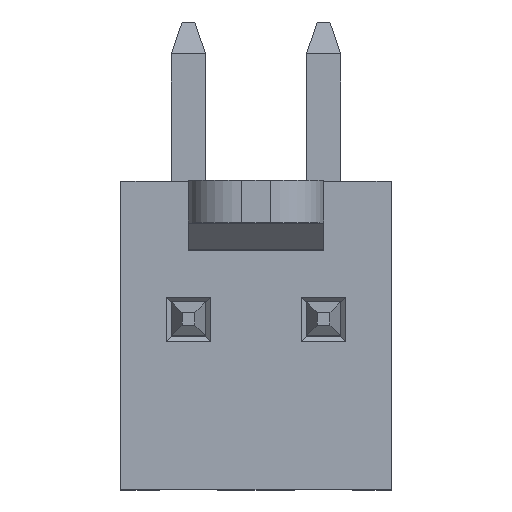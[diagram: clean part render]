
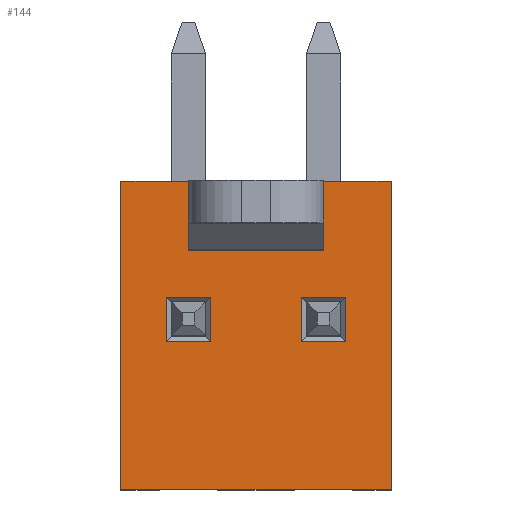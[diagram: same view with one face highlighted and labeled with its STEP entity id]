
A CAD part, top view. The second image highlights one B-rep face of the part: STEP entity #144.
In plain terms, the highlighted planar face has unit normal (0, 0, 1).
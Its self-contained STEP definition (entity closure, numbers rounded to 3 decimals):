
#144=ADVANCED_FACE('',(#370,#371,#372),#373,.T.);
#370=FACE_OUTER_BOUND('',#681,.T.);
#371=FACE_BOUND('',#682,.T.);
#372=FACE_BOUND('',#683,.T.);
#373=PLANE('',#684);
#681=EDGE_LOOP('',(#1037,#1038,#1039,#1040,#1041,#1042,#1043,#1044));
#682=EDGE_LOOP('',(#1045,#1046,#1047,#1048));
#683=EDGE_LOOP('',(#1049,#1050,#1051,#1052));
#684=AXIS2_PLACEMENT_3D('',#1053,#1054,#1055);
#1037=ORIENTED_EDGE('',*,*,#1845,.F.);
#1038=ORIENTED_EDGE('',*,*,#1846,.F.);
#1039=ORIENTED_EDGE('',*,*,#1847,.T.);
#1040=ORIENTED_EDGE('',*,*,#1848,.F.);
#1041=ORIENTED_EDGE('',*,*,#1849,.F.);
#1042=ORIENTED_EDGE('',*,*,#1850,.T.);
#1043=ORIENTED_EDGE('',*,*,#1851,.F.);
#1044=ORIENTED_EDGE('',*,*,#1852,.F.);
#1045=ORIENTED_EDGE('',*,*,#1831,.T.);
#1046=ORIENTED_EDGE('',*,*,#1843,.T.);
#1047=ORIENTED_EDGE('',*,*,#1833,.T.);
#1048=ORIENTED_EDGE('',*,*,#1817,.T.);
#1049=ORIENTED_EDGE('',*,*,#1853,.T.);
#1050=ORIENTED_EDGE('',*,*,#1854,.T.);
#1051=ORIENTED_EDGE('',*,*,#1855,.T.);
#1052=ORIENTED_EDGE('',*,*,#1856,.T.);
#1053=CARTESIAN_POINT('',(2.54,-2.9,-2.45));
#1054=DIRECTION('',(0.0,0.0,1.0));
#1055=DIRECTION('',(1.0,0.0,0.0));
#1817=EDGE_CURVE('',#2161,#2165,#2167,.T.);
#1831=EDGE_CURVE('',#2165,#2185,#2187,.T.);
#1833=EDGE_CURVE('',#2189,#2161,#2190,.T.);
#1843=EDGE_CURVE('',#2185,#2189,#2201,.T.);
#1845=EDGE_CURVE('',#2203,#2204,#2205,.T.);
#1846=EDGE_CURVE('',#2206,#2203,#2207,.T.);
#1847=EDGE_CURVE('',#2206,#2208,#2209,.T.);
#1848=EDGE_CURVE('',#2210,#2208,#2211,.T.);
#1849=EDGE_CURVE('',#2212,#2210,#2213,.T.);
#1850=EDGE_CURVE('',#2212,#2214,#2215,.T.);
#1851=EDGE_CURVE('',#2216,#2214,#2217,.T.);
#1852=EDGE_CURVE('',#2204,#2216,#2218,.T.);
#1853=EDGE_CURVE('',#2219,#2220,#2221,.T.);
#1854=EDGE_CURVE('',#2220,#2222,#2223,.T.);
#1855=EDGE_CURVE('',#2222,#2224,#2225,.T.);
#1856=EDGE_CURVE('',#2224,#2219,#2226,.T.);
#2161=VERTEX_POINT('',#2655);
#2165=VERTEX_POINT('',#2661);
#2167=LINE('',#2664,#2665);
#2185=VERTEX_POINT('',#2691);
#2187=LINE('',#2694,#2695);
#2189=VERTEX_POINT('',#2697);
#2190=LINE('',#2698,#2699);
#2201=LINE('',#2716,#2717);
#2203=VERTEX_POINT('',#2719);
#2204=VERTEX_POINT('',#2720);
#2205=LINE('',#2721,#2722);
#2206=VERTEX_POINT('',#2723);
#2207=LINE('',#2724,#2725);
#2208=VERTEX_POINT('',#2726);
#2209=LINE('',#2727,#2728);
#2210=VERTEX_POINT('',#2729);
#2211=LINE('',#2730,#2731);
#2212=VERTEX_POINT('',#2732);
#2213=LINE('',#2733,#2734);
#2214=VERTEX_POINT('',#2735);
#2215=LINE('',#2736,#2737);
#2216=VERTEX_POINT('',#2738);
#2217=LINE('',#2739,#2740);
#2218=LINE('',#2741,#2742);
#2219=VERTEX_POINT('',#2743);
#2220=VERTEX_POINT('',#2744);
#2221=LINE('',#2745,#2746);
#2222=VERTEX_POINT('',#2747);
#2223=LINE('',#2748,#2749);
#2224=VERTEX_POINT('',#2750);
#2225=LINE('',#2751,#2752);
#2226=LINE('',#2753,#2754);
#2655=CARTESIAN_POINT('',(1.69,0.72,-2.45));
#2661=CARTESIAN_POINT('',(1.69,-0.12,-2.45));
#2664=CARTESIAN_POINT('',(1.69,-2.9,-2.45));
#2665=VECTOR('',#3323,1000.0);
#2691=CARTESIAN_POINT('',(0.85,-0.12,-2.45));
#2694=CARTESIAN_POINT('',(2.54,-0.12,-2.45));
#2695=VECTOR('',#3333,1000.0);
#2697=CARTESIAN_POINT('',(0.85,0.72,-2.45));
#2698=CARTESIAN_POINT('',(2.54,0.72,-2.45));
#2699=VECTOR('',#3334,1000.0);
#2716=CARTESIAN_POINT('',(0.85,-2.9,-2.45));
#2717=VECTOR('',#3341,1000.0);
#2719=CARTESIAN_POINT('',(-2.54,-2.9,-2.45));
#2720=CARTESIAN_POINT('',(-2.54,2.9,-2.45));
#2721=CARTESIAN_POINT('',(-2.54,-2.9,-2.45));
#2722=VECTOR('',#3342,1000.0);
#2723=CARTESIAN_POINT('',(2.54,-2.9,-2.45));
#2724=CARTESIAN_POINT('',(2.54,-2.9,-2.45));
#2725=VECTOR('',#3343,1000.0);
#2726=CARTESIAN_POINT('',(2.54,2.9,-2.45));
#2727=CARTESIAN_POINT('',(2.54,-2.9,-2.45));
#2728=VECTOR('',#3344,1000.0);
#2729=CARTESIAN_POINT('',(1.27,2.9,-2.45));
#2730=CARTESIAN_POINT('',(1.27,2.9,-2.45));
#2731=VECTOR('',#3345,1000.0);
#2732=CARTESIAN_POINT('',(1.27,2.1,-2.45));
#2733=CARTESIAN_POINT('',(1.27,2.1,-2.45));
#2734=VECTOR('',#3346,1000.0);
#2735=CARTESIAN_POINT('',(-1.27,2.1,-2.45));
#2736=CARTESIAN_POINT('',(2.54,2.1,-2.45));
#2737=VECTOR('',#3347,1000.0);
#2738=CARTESIAN_POINT('',(-1.27,2.9,-2.45));
#2739=CARTESIAN_POINT('',(-1.27,2.9,-2.45));
#2740=VECTOR('',#3348,1000.0);
#2741=CARTESIAN_POINT('',(-2.54,2.9,-2.45));
#2742=VECTOR('',#3349,1000.0);
#2743=CARTESIAN_POINT('',(-0.85,-0.12,-2.45));
#2744=CARTESIAN_POINT('',(-1.69,-0.12,-2.45));
#2745=CARTESIAN_POINT('',(2.54,-0.12,-2.45));
#2746=VECTOR('',#3350,1000.0);
#2747=CARTESIAN_POINT('',(-1.69,0.72,-2.45));
#2748=CARTESIAN_POINT('',(-1.69,-2.9,-2.45));
#2749=VECTOR('',#3351,1000.0);
#2750=CARTESIAN_POINT('',(-0.85,0.72,-2.45));
#2751=CARTESIAN_POINT('',(2.54,0.72,-2.45));
#2752=VECTOR('',#3352,1000.0);
#2753=CARTESIAN_POINT('',(-0.85,-2.9,-2.45));
#2754=VECTOR('',#3353,1000.0);
#3323=DIRECTION('',(0.,-1.0,0.0));
#3333=DIRECTION('',(-1.0,0.,0.0));
#3334=DIRECTION('',(1.0,0.,0.0));
#3341=DIRECTION('',(0.,1.0,0.0));
#3342=DIRECTION('',(0.0,1.0,0.0));
#3343=DIRECTION('',(-1.0,0.0,0.0));
#3344=DIRECTION('',(0.0,1.0,0.0));
#3345=DIRECTION('',(1.0,0.0,0.0));
#3346=DIRECTION('',(0.0,1.0,0.0));
#3347=DIRECTION('',(-1.0,0.0,0.0));
#3348=DIRECTION('',(0.0,-1.0,0.0));
#3349=DIRECTION('',(1.0,0.0,0.0));
#3350=DIRECTION('',(-1.0,0.,0.0));
#3351=DIRECTION('',(0.,1.0,0.0));
#3352=DIRECTION('',(1.0,0.,0.0));
#3353=DIRECTION('',(0.,-1.0,0.0));
